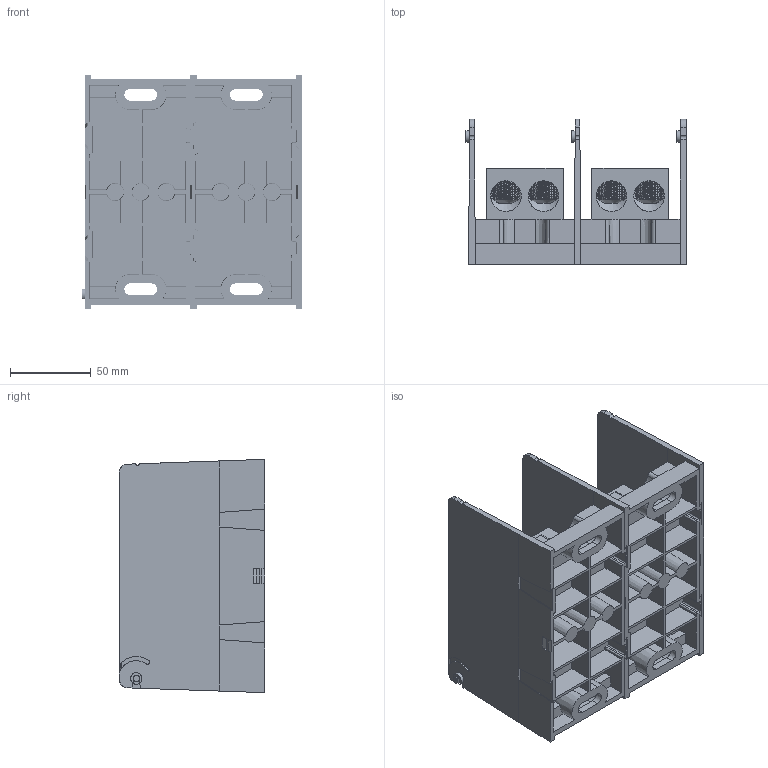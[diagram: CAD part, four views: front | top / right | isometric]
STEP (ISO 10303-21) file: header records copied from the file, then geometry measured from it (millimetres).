
FILE_DESCRIPTION (( 'STEP AP214' ), '1' );
FILE_NAME ('701869rev-2P.STEP', '2013-12-14T13:26:00', ( '' ), ( '' ), 'SwSTEP 2.0', 'SolidWorks 2013', '' );
FILE_SCHEMA (( 'AUTOMOTIVE_DESIGN' ));
Length unit declared in the file: inch
Products named in the file (18): 701869rev-2P; 701869rev-2P_1_5; 701869rev-2P_1_14; 701869rev-2P_1_17; 701869rev-2P_1_10; 701869rev-2P_1_13; 701869rev-2P_1_15; 701869rev-2P_1_16; 701869rev-2P_1_6; 701869rev-2P_1_7; 701869rev-2P_1; 701869rev-2P_1_3; 701869rev-2P_1_9; 701869rev-2P_1_4; 701869rev-2P_1_8; 701869rev-2P_1_2; 701869rev-2P_1_11; 701869rev-2P_1_12
Assembly tree (17 placements, depth 2):
  701869rev-2P
    701869rev-2P_1_12
    701869rev-2P_1_11
    701869rev-2P_1_2
    701869rev-2P_1_8
    701869rev-2P_1_4
    701869rev-2P_1_9
    701869rev-2P_1_3
    701869rev-2P_1
    701869rev-2P_1_7
    701869rev-2P_1_6
    701869rev-2P_1_16
    701869rev-2P_1_15
    701869rev-2P_1_13
    701869rev-2P_1_10
    701869rev-2P_1_17
    701869rev-2P_1_14
    701869rev-2P_1_5
Bounding box: 136.78 x 90.17 x 144.78 mm (x, y, z)
Surface area: 248676.8 mm2 (no closed solid volume)
Topology: 0 solids, 17 shells, 1485 faces, 4068 edges, 2650 vertices
Faces by surface type: plane 667, cylinder 384, cone 372, bspline 62
Full cylindrical faces by diameter (mm): 4.064 x1, 4.928 x2, 6.909 x4, 7.112 x1, 10.795 x4, 12.7 x4, 15.875 x8, 15.991 x88, 17.475 x72, 19.05 x8
Entity records: 112762 total; most frequent: CARTESIAN_POINT 61959, ORIENTED_EDGE 6288, DIRECTION 5830, EDGE_CURVE 3206, VERTEX_POINT 2232, AXIS2_PLACEMENT_3D 2073, EDGE_LOOP 1978, LINE 1684
